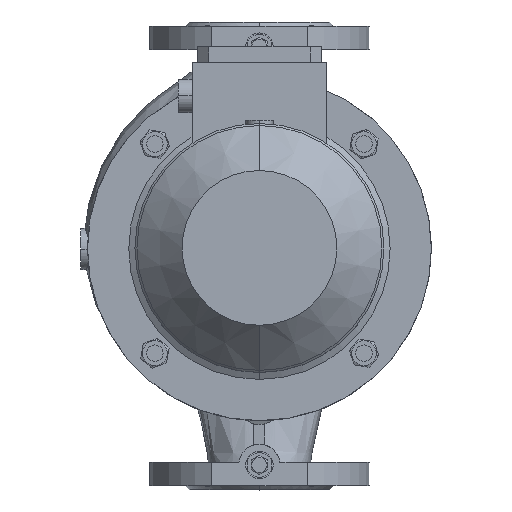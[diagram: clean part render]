
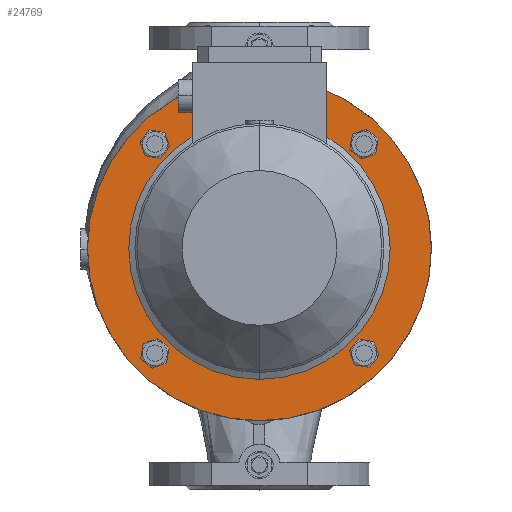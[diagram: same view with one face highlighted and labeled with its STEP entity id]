
A CAD part, top view. The second image highlights one B-rep face of the part: STEP entity #24769.
In plain terms, the highlighted planar face has unit normal (0, 0, 1).
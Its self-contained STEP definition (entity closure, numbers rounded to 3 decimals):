
#49 = DIRECTION ( 'NONE',  ( 0., -1., 0. ) ) ;
#721 = EDGE_CURVE ( 'NONE', #2327, #28892, #3460, .T. ) ;
#1373 = ORIENTED_EDGE ( 'NONE', *, *, #27806, .F. ) ;
#1413 = FACE_BOUND ( 'NONE', #3613, .T. ) ;
#1491 = ORIENTED_EDGE ( 'NONE', *, *, #26984, .F. ) ;
#1520 = ORIENTED_EDGE ( 'NONE', *, *, #2950, .F. ) ;
#1565 = CARTESIAN_POINT ( 'NONE',  ( -74.447, -67.126, 173. ) ) ;
#1634 = CARTESIAN_POINT ( 'NONE',  ( 0., 0., 173. ) ) ;
#1806 = AXIS2_PLACEMENT_3D ( 'NONE', #28171, #30354, #17451 ) ;
#1855 = AXIS2_PLACEMENT_3D ( 'NONE', #8246, #21577, #16598 ) ;
#1951 = CARTESIAN_POINT ( 'NONE',  ( 84.902, -77.581, 173. ) ) ;
#2039 = AXIS2_PLACEMENT_3D ( 'NONE', #5981, #6094, #5388 ) ;
#2327 = VERTEX_POINT ( 'NONE', #11088 ) ;
#2610 = ORIENTED_EDGE ( 'NONE', *, *, #28561, .F. ) ;
#2775 = AXIS2_PLACEMENT_3D ( 'NONE', #32267, #5594, #5829 ) ;
#2858 = CIRCLE ( 'NONE', #11893, 9.025 ) ;
#2950 = EDGE_CURVE ( 'NONE', #33376, #24243, #11208, .T. ) ;
#3014 = VERTEX_POINT ( 'NONE', #26773 ) ;
#3460 = CIRCLE ( 'NONE', #24008, 95. ) ;
#3613 = EDGE_LOOP ( 'NONE', ( #1373, #26408 ) ) ;
#3735 = CARTESIAN_POINT ( 'NONE',  ( -76.014, 76.014, 173. ) ) ;
#3940 = CARTESIAN_POINT ( 'NONE',  ( 74.447, 67.126, 173. ) ) ;
#4271 = CARTESIAN_POINT ( 'NONE',  ( 76.014, 76.014, 173. ) ) ;
#4299 = DIRECTION ( 'NONE',  ( 0., -1., 0. ) ) ;
#4491 = DIRECTION ( 'NONE',  ( 0., 0., 1. ) ) ;
#4772 = AXIS2_PLACEMENT_3D ( 'NONE', #3735, #11613, #14162 ) ;
#5032 = CARTESIAN_POINT ( 'NONE',  ( -77.581, -84.902, 173. ) ) ;
#5388 = DIRECTION ( 'NONE',  ( 0., 1., 0. ) ) ;
#5594 = DIRECTION ( 'NONE',  ( 0., 0., 1. ) ) ;
#5829 = DIRECTION ( 'NONE',  ( 0., -1., 0. ) ) ;
#5963 = FACE_BOUND ( 'NONE', #21309, .T. ) ;
#5981 = CARTESIAN_POINT ( 'NONE',  ( 0., 0., 173. ) ) ;
#6094 = DIRECTION ( 'NONE',  ( 0., 0., -1. ) ) ;
#6959 = DIRECTION ( 'NONE',  ( 0., 0., -1. ) ) ;
#7068 = CARTESIAN_POINT ( 'NONE',  ( 76.014, 76.014, 173. ) ) ;
#7311 = CARTESIAN_POINT ( 'NONE',  ( 0., 95., 173. ) ) ;
#7633 = FACE_BOUND ( 'NONE', #12306, .T. ) ;
#8084 = CIRCLE ( 'NONE', #8719, 125. ) ;
#8246 = CARTESIAN_POINT ( 'NONE',  ( 0., 0., 173. ) ) ;
#8486 = EDGE_CURVE ( 'NONE', #11087, #25483, #17994, .T. ) ;
#8719 = AXIS2_PLACEMENT_3D ( 'NONE', #1634, #6959, #25137 ) ;
#8949 = CIRCLE ( 'NONE', #1855, 95. ) ;
#9529 = VERTEX_POINT ( 'NONE', #3940 ) ;
#9821 = CIRCLE ( 'NONE', #10071, 9.025 ) ;
#10071 = AXIS2_PLACEMENT_3D ( 'NONE', #20911, #34134, #49 ) ;
#10608 = EDGE_LOOP ( 'NONE', ( #2610, #21606 ) ) ;
#10646 = ORIENTED_EDGE ( 'NONE', *, *, #26628, .F. ) ;
#11045 = EDGE_CURVE ( 'NONE', #11425, #21198, #9821, .T. ) ;
#11087 = VERTEX_POINT ( 'NONE', #5032 ) ;
#11088 = CARTESIAN_POINT ( 'NONE',  ( 0., -95., 173. ) ) ;
#11089 = DIRECTION ( 'NONE',  ( 0., 0., -1. ) ) ;
#11141 = EDGE_CURVE ( 'NONE', #28892, #2327, #8949, .T. ) ;
#11208 = CIRCLE ( 'NONE', #2775, 9.025 ) ;
#11209 = CARTESIAN_POINT ( 'NONE',  ( 0., 0., 173. ) ) ;
#11425 = VERTEX_POINT ( 'NONE', #25479 ) ;
#11613 = DIRECTION ( 'NONE',  ( 0., 0., 1. ) ) ;
#11803 = VERTEX_POINT ( 'NONE', #31820 ) ;
#11893 = AXIS2_PLACEMENT_3D ( 'NONE', #21247, #26548, #31923 ) ;
#11932 = CARTESIAN_POINT ( 'NONE',  ( 76.014, -76.014, 173. ) ) ;
#12037 = CIRCLE ( 'NONE', #14308, 9.025 ) ;
#12148 = DIRECTION ( 'NONE',  ( 0., -1., 0. ) ) ;
#12306 = EDGE_LOOP ( 'NONE', ( #15369, #27071 ) ) ;
#12552 = AXIS2_PLACEMENT_3D ( 'NONE', #4271, #19704, #27761 ) ;
#12810 = AXIS2_PLACEMENT_3D ( 'NONE', #11932, #4491, #12148 ) ;
#13513 = PLANE ( 'NONE',  #22726 ) ;
#14162 = DIRECTION ( 'NONE',  ( 0., -1., 0. ) ) ;
#14308 = AXIS2_PLACEMENT_3D ( 'NONE', #7068, #20182, #4299 ) ;
#15369 = ORIENTED_EDGE ( 'NONE', *, *, #11141, .T. ) ;
#15546 = EDGE_CURVE ( 'NONE', #3014, #9529, #19579, .T. ) ;
#15760 = CARTESIAN_POINT ( 'NONE',  ( 67.126, -74.447, 173. ) ) ;
#15941 = CARTESIAN_POINT ( 'NONE',  ( 0., 125., 173. ) ) ;
#16168 = CIRCLE ( 'NONE', #2039, 125. ) ;
#16598 = DIRECTION ( 'NONE',  ( 0., 1., 0. ) ) ;
#17451 = DIRECTION ( 'NONE',  ( 0., -1., 0. ) ) ;
#17994 = CIRCLE ( 'NONE', #1806, 9.025 ) ;
#18796 = ORIENTED_EDGE ( 'NONE', *, *, #25977, .F. ) ;
#19564 = ORIENTED_EDGE ( 'NONE', *, *, #11045, .F. ) ;
#19579 = CIRCLE ( 'NONE', #12552, 9.025 ) ;
#19704 = DIRECTION ( 'NONE',  ( 0., 0., 1. ) ) ;
#19882 = EDGE_LOOP ( 'NONE', ( #19564, #18796 ) ) ;
#20182 = DIRECTION ( 'NONE',  ( 0., 0., 1. ) ) ;
#20911 = CARTESIAN_POINT ( 'NONE',  ( -76.014, 76.014, 173. ) ) ;
#21198 = VERTEX_POINT ( 'NONE', #27072 ) ;
#21247 = CARTESIAN_POINT ( 'NONE',  ( -76.014, -76.014, 173. ) ) ;
#21309 = EDGE_LOOP ( 'NONE', ( #10646, #1520 ) ) ;
#21577 = DIRECTION ( 'NONE',  ( 0., 0., -1. ) ) ;
#21606 = ORIENTED_EDGE ( 'NONE', *, *, #8486, .F. ) ;
#22726 = AXIS2_PLACEMENT_3D ( 'NONE', #15941, #31953, #23809 ) ;
#23337 = CARTESIAN_POINT ( 'NONE',  ( 0., -125., 173. ) ) ;
#23809 = DIRECTION ( 'NONE',  ( 0., -1., 0. ) ) ;
#23963 = EDGE_CURVE ( 'NONE', #11803, #30041, #8084, .T. ) ;
#24008 = AXIS2_PLACEMENT_3D ( 'NONE', #11209, #11089, #29906 ) ;
#24099 = CIRCLE ( 'NONE', #4772, 9.025 ) ;
#24243 = VERTEX_POINT ( 'NONE', #15760 ) ;
#24769 = ADVANCED_FACE ( 'NONE', ( #1413, #27085, #32010, #5963, #7633, #34070 ), #13513, .T. ) ;
#25137 = DIRECTION ( 'NONE',  ( 0., 1., 0. ) ) ;
#25479 = CARTESIAN_POINT ( 'NONE',  ( -67.126, 74.447, 173. ) ) ;
#25483 = VERTEX_POINT ( 'NONE', #1565 ) ;
#25977 = EDGE_CURVE ( 'NONE', #21198, #11425, #24099, .T. ) ;
#26408 = ORIENTED_EDGE ( 'NONE', *, *, #15546, .F. ) ;
#26548 = DIRECTION ( 'NONE',  ( 0., 0., 1. ) ) ;
#26628 = EDGE_CURVE ( 'NONE', #24243, #33376, #31872, .T. ) ;
#26773 = CARTESIAN_POINT ( 'NONE',  ( 77.581, 84.902, 173. ) ) ;
#26984 = EDGE_CURVE ( 'NONE', #30041, #11803, #16168, .T. ) ;
#26992 = ORIENTED_EDGE ( 'NONE', *, *, #23963, .F. ) ;
#27071 = ORIENTED_EDGE ( 'NONE', *, *, #721, .T. ) ;
#27072 = CARTESIAN_POINT ( 'NONE',  ( -84.902, 77.581, 173. ) ) ;
#27085 = FACE_BOUND ( 'NONE', #10608, .T. ) ;
#27761 = DIRECTION ( 'NONE',  ( 0., -1., 0. ) ) ;
#27806 = EDGE_CURVE ( 'NONE', #9529, #3014, #12037, .T. ) ;
#28171 = CARTESIAN_POINT ( 'NONE',  ( -76.014, -76.014, 173. ) ) ;
#28561 = EDGE_CURVE ( 'NONE', #25483, #11087, #2858, .T. ) ;
#28892 = VERTEX_POINT ( 'NONE', #7311 ) ;
#29906 = DIRECTION ( 'NONE',  ( 0., 1., 0. ) ) ;
#30041 = VERTEX_POINT ( 'NONE', #23337 ) ;
#30354 = DIRECTION ( 'NONE',  ( 0., 0., 1. ) ) ;
#31820 = CARTESIAN_POINT ( 'NONE',  ( 0., 125., 173. ) ) ;
#31872 = CIRCLE ( 'NONE', #12810, 9.025 ) ;
#31923 = DIRECTION ( 'NONE',  ( 0., -1., 0. ) ) ;
#31953 = DIRECTION ( 'NONE',  ( 0., 0., 1. ) ) ;
#32010 = FACE_BOUND ( 'NONE', #19882, .T. ) ;
#32267 = CARTESIAN_POINT ( 'NONE',  ( 76.014, -76.014, 173. ) ) ;
#32309 = EDGE_LOOP ( 'NONE', ( #26992, #1491 ) ) ;
#33376 = VERTEX_POINT ( 'NONE', #1951 ) ;
#34070 = FACE_OUTER_BOUND ( 'NONE', #32309, .T. ) ;
#34134 = DIRECTION ( 'NONE',  ( 0., 0., 1. ) ) ;
